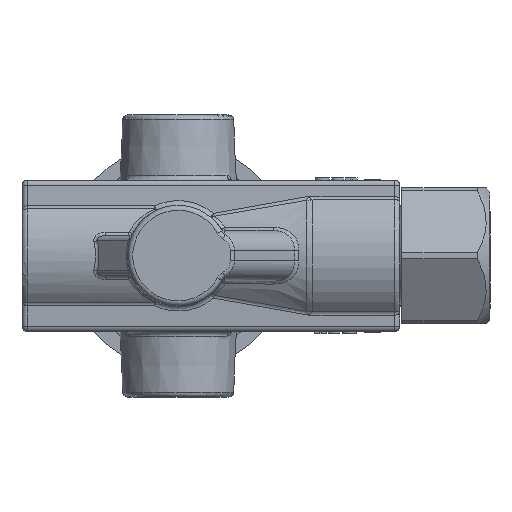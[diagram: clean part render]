
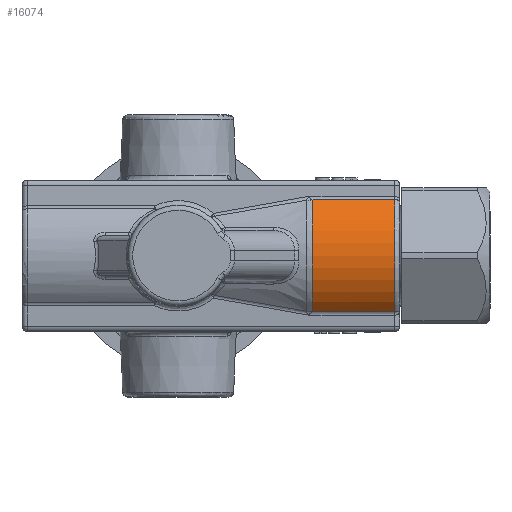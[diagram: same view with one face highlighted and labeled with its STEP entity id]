
A CAD part, top view. The second image highlights one B-rep face of the part: STEP entity #16074.
In plain terms, the highlighted cylindrical face has radius 15.25 mm (diameter 30.5 mm), a partial arc.
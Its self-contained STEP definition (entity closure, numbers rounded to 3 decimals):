
#474=B_SPLINE_CURVE_WITH_KNOTS('',3,(#23616,#23617,#23618,#23619),
 .UNSPECIFIED.,.F.,.F.,(4,4),(0.,0.),.UNSPECIFIED.);
#477=B_SPLINE_CURVE_WITH_KNOTS('',3,(#23666,#23667,#23668,#23669),
 .UNSPECIFIED.,.F.,.F.,(4,4),(0.,0.),.UNSPECIFIED.);
#1372=LINE('',#23671,#2325);
#1373=LINE('',#23674,#2326);
#2325=VECTOR('',#18940,1000.);
#2326=VECTOR('',#18943,1000.);
#4165=ORIENTED_EDGE('',*,*,#8888,.T.);
#4166=ORIENTED_EDGE('',*,*,#8847,.T.);
#4167=ORIENTED_EDGE('',*,*,#8905,.F.);
#4168=ORIENTED_EDGE('',*,*,#8906,.F.);
#4169=ORIENTED_EDGE('',*,*,#8907,.T.);
#4170=ORIENTED_EDGE('',*,*,#8908,.T.);
#8847=EDGE_CURVE('',#11242,#11245,#12771,.F.);
#8888=EDGE_CURVE('',#11277,#11242,#474,.T.);
#8905=EDGE_CURVE('',#11288,#11245,#477,.T.);
#8906=EDGE_CURVE('',#11289,#11288,#1372,.F.);
#8907=EDGE_CURVE('',#11289,#11273,#12789,.F.);
#8908=EDGE_CURVE('',#11273,#11277,#1373,.F.);
#11242=VERTEX_POINT('',#22955);
#11245=VERTEX_POINT('',#22960);
#11273=VERTEX_POINT('',#23555);
#11277=VERTEX_POINT('',#23593);
#11288=VERTEX_POINT('',#23670);
#11289=VERTEX_POINT('',#23672);
#12771=CIRCLE('',#17209,15.25);
#12789=CIRCLE('',#17258,15.25);
#13381=EDGE_LOOP('',(#4165,#4166,#4167,#4168,#4169,#4170));
#14658=FACE_BOUND('',#13381,.T.);
#15829=CYLINDRICAL_SURFACE('',#17257,15.25);
#16074=ADVANCED_FACE('',(#14658),#15829,.T.);
#17209=AXIS2_PLACEMENT_3D('',#22961,#18836,#18837);
#17257=AXIS2_PLACEMENT_3D('',#23665,#18938,#18939);
#17258=AXIS2_PLACEMENT_3D('',#23673,#18941,#18942);
#18836=DIRECTION('',(-1.,0.,0.));
#18837=DIRECTION('',(0.,0.,1.));
#18938=DIRECTION('',(1.,0.,0.));
#18939=DIRECTION('',(0.,0.,-1.));
#18940=DIRECTION('',(1.,0.,0.));
#18941=DIRECTION('',(1.,0.,0.));
#18942=DIRECTION('',(0.,0.,-1.));
#18943=DIRECTION('',(1.,0.,0.));
#22955=CARTESIAN_POINT('',(26.566,11.056,10.503));
#22960=CARTESIAN_POINT('',(26.566,-11.056,10.503));
#22961=CARTESIAN_POINT('',(26.566,0.,0.));
#23555=CARTESIAN_POINT('',(43.,11.103,10.454));
#23593=CARTESIAN_POINT('',(26.566,11.103,10.454));
#23616=CARTESIAN_POINT('',(26.566,11.103,10.454));
#23617=CARTESIAN_POINT('',(26.566,11.088,10.47));
#23618=CARTESIAN_POINT('',(26.566,11.072,10.487));
#23619=CARTESIAN_POINT('',(26.566,11.056,10.503));
#23665=CARTESIAN_POINT('',(-31.,0.,0.));
#23666=CARTESIAN_POINT('',(26.566,-11.103,10.454));
#23667=CARTESIAN_POINT('',(26.566,-11.088,10.47));
#23668=CARTESIAN_POINT('',(26.566,-11.072,10.487));
#23669=CARTESIAN_POINT('',(26.566,-11.056,10.503));
#23670=CARTESIAN_POINT('',(26.566,-11.103,10.454));
#23671=CARTESIAN_POINT('',(-31.,-11.103,10.454));
#23672=CARTESIAN_POINT('',(43.,-11.103,10.454));
#23673=CARTESIAN_POINT('',(43.,0.,0.));
#23674=CARTESIAN_POINT('',(-31.,11.103,10.454));
